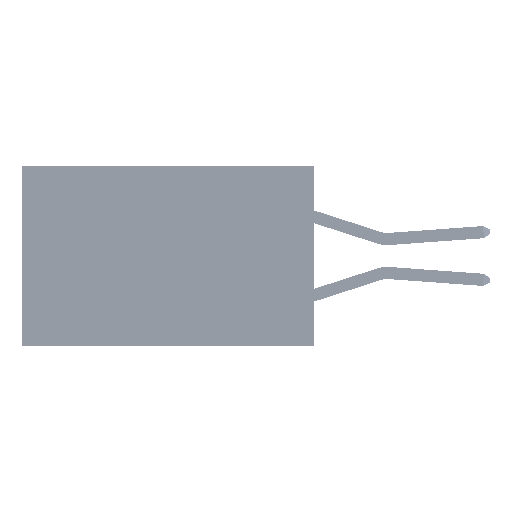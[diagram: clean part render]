
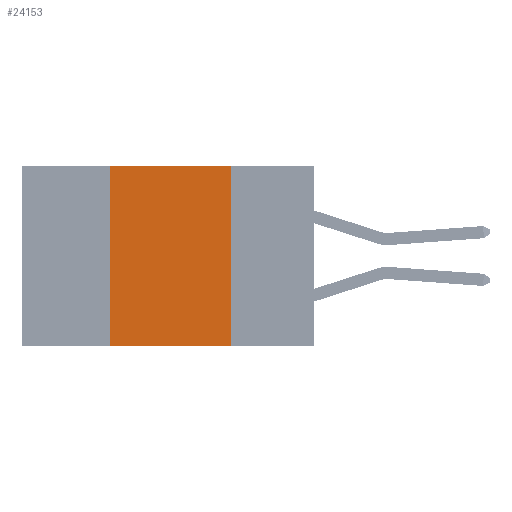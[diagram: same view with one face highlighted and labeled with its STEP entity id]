
A CAD part, left-side view. The second image highlights one B-rep face of the part: STEP entity #24153.
In plain terms, the highlighted planar face has unit normal (-1, 0, 0).
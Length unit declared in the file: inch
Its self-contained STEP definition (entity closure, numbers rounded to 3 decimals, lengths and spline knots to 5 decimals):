
#2421 = VECTOR ( 'NONE', #4902, 39.37008 ) ;
#4116 = CARTESIAN_POINT ( 'NONE',  ( 0., 0.6, -0.37 ) ) ;
#4156 = VECTOR ( 'NONE', #43264, 39.37008 ) ;
#4902 = DIRECTION ( 'NONE',  ( 0., -1., 0. ) ) ;
#5902 = VERTEX_POINT ( 'NONE', #34795 ) ;
#6779 = LINE ( 'NONE', #11931, #2421 ) ;
#6789 = EDGE_CURVE ( 'NONE', #31666, #29440, #22505, .T. ) ;
#8376 = ORIENTED_EDGE ( 'NONE', *, *, #6789, .F. ) ;
#9491 = ORIENTED_EDGE ( 'NONE', *, *, #17672, .F. ) ;
#11931 = CARTESIAN_POINT ( 'NONE',  ( 0., 0.6, 0. ) ) ;
#13184 = VECTOR ( 'NONE', #40135, 39.37008 ) ;
#14062 = CARTESIAN_POINT ( 'NONE',  ( 0., 0.42, 0. ) ) ;
#14556 = LINE ( 'NONE', #22737, #4156 ) ;
#14665 = PLANE ( 'NONE',  #18855 ) ;
#17672 = EDGE_CURVE ( 'NONE', #33177, #5902, #14556, .T. ) ;
#18212 = DIRECTION ( 'NONE',  ( 0., 0., -1. ) ) ;
#18834 = EDGE_CURVE ( 'NONE', #29440, #33177, #6779, .T. ) ;
#18855 = AXIS2_PLACEMENT_3D ( 'NONE', #28501, #38809, #18212 ) ;
#19668 = EDGE_LOOP ( 'NONE', ( #9491, #35986, #8376, #29575 ) ) ;
#22505 = LINE ( 'NONE', #29810, #13184 ) ;
#22737 = CARTESIAN_POINT ( 'NONE',  ( 0., 0.17, 0. ) ) ;
#24153 = ADVANCED_FACE ( 'NONE', ( #41860 ), #14665, .F. ) ;
#28501 = CARTESIAN_POINT ( 'NONE',  ( 0., 0.6, 0. ) ) ;
#29440 = VERTEX_POINT ( 'NONE', #14062 ) ;
#29575 = ORIENTED_EDGE ( 'NONE', *, *, #35539, .T. ) ;
#29810 = CARTESIAN_POINT ( 'NONE',  ( 0., 0.42, 0. ) ) ;
#31666 = VERTEX_POINT ( 'NONE', #36374 ) ;
#31811 = VECTOR ( 'NONE', #42265, 39.37008 ) ;
#33177 = VERTEX_POINT ( 'NONE', #42538 ) ;
#34795 = CARTESIAN_POINT ( 'NONE',  ( 0., 0.17, -0.37 ) ) ;
#35539 = EDGE_CURVE ( 'NONE', #31666, #5902, #40944, .T. ) ;
#35986 = ORIENTED_EDGE ( 'NONE', *, *, #18834, .F. ) ;
#36374 = CARTESIAN_POINT ( 'NONE',  ( 0., 0.42, -0.37 ) ) ;
#38809 = DIRECTION ( 'NONE',  ( 1., 0., 0. ) ) ;
#40135 = DIRECTION ( 'NONE',  ( 0., 0., 1. ) ) ;
#40944 = LINE ( 'NONE', #4116, #31811 ) ;
#41860 = FACE_OUTER_BOUND ( 'NONE', #19668, .T. ) ;
#42265 = DIRECTION ( 'NONE',  ( 0., -1., 0. ) ) ;
#42538 = CARTESIAN_POINT ( 'NONE',  ( 0., 0.17, 0. ) ) ;
#43264 = DIRECTION ( 'NONE',  ( 0., 0., -1. ) ) ;
